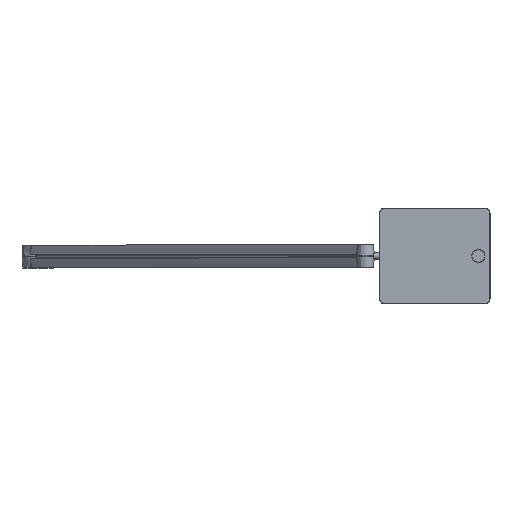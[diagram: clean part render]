
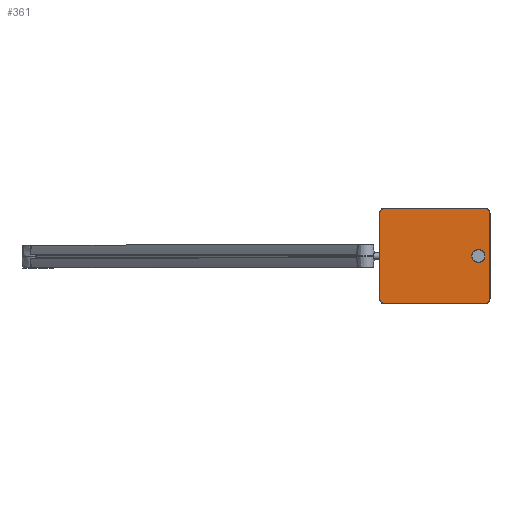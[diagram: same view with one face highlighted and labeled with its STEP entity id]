
A CAD part, top view. The second image highlights one B-rep face of the part: STEP entity #361.
In plain terms, the highlighted planar face has unit normal (0, 0, 1).
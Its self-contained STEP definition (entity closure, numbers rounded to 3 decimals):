
#92=FACE_BOUND('',#531,.T.);
#93=FACE_BOUND('',#532,.T.);
#150=PLANE('',#1476);
#208=LINE('',#2738,#277);
#212=LINE('',#2750,#281);
#216=LINE('',#2762,#285);
#220=LINE('',#2773,#289);
#277=VECTOR('',#1775,1.);
#281=VECTOR('',#1787,1.);
#285=VECTOR('',#1799,1.);
#289=VECTOR('',#1811,1.);
#361=ADVANCED_FACE('',(#92,#93),#150,.F.);
#531=EDGE_LOOP('',(#952));
#532=EDGE_LOOP('',(#953,#954,#955,#956,#957,#958,#959,#960));
#595=CIRCLE('',#1460,5.);
#597=CIRCLE('',#1464,5.);
#599=CIRCLE('',#1468,5.);
#601=CIRCLE('',#1472,5.);
#602=CIRCLE('',#1475,7.);
#952=ORIENTED_EDGE('',*,*,#1289,.T.);
#953=ORIENTED_EDGE('',*,*,#1267,.F.);
#954=ORIENTED_EDGE('',*,*,#1288,.F.);
#955=ORIENTED_EDGE('',*,*,#1285,.F.);
#956=ORIENTED_EDGE('',*,*,#1282,.F.);
#957=ORIENTED_EDGE('',*,*,#1279,.F.);
#958=ORIENTED_EDGE('',*,*,#1276,.F.);
#959=ORIENTED_EDGE('',*,*,#1273,.F.);
#960=ORIENTED_EDGE('',*,*,#1270,.F.);
#1090=VERTEX_POINT('',#2731);
#1091=VERTEX_POINT('',#2733);
#1093=VERTEX_POINT('',#2739);
#1095=VERTEX_POINT('',#2745);
#1097=VERTEX_POINT('',#2751);
#1099=VERTEX_POINT('',#2757);
#1101=VERTEX_POINT('',#2763);
#1103=VERTEX_POINT('',#2769);
#1104=VERTEX_POINT('',#2776);
#1267=EDGE_CURVE('',#1090,#1091,#595,.T.);
#1270=EDGE_CURVE('',#1091,#1093,#208,.T.);
#1273=EDGE_CURVE('',#1093,#1095,#597,.T.);
#1276=EDGE_CURVE('',#1095,#1097,#212,.T.);
#1279=EDGE_CURVE('',#1097,#1099,#599,.T.);
#1282=EDGE_CURVE('',#1099,#1101,#216,.T.);
#1285=EDGE_CURVE('',#1101,#1103,#601,.T.);
#1288=EDGE_CURVE('',#1103,#1090,#220,.T.);
#1289=EDGE_CURVE('',#1104,#1104,#602,.T.);
#1460=AXIS2_PLACEMENT_3D('',#2732,#1769,#1770);
#1464=AXIS2_PLACEMENT_3D('',#2744,#1781,#1782);
#1468=AXIS2_PLACEMENT_3D('',#2756,#1793,#1794);
#1472=AXIS2_PLACEMENT_3D('',#2768,#1805,#1806);
#1475=AXIS2_PLACEMENT_3D('',#2775,#1814,#1815);
#1476=AXIS2_PLACEMENT_3D('',#2777,#1816,#1817);
#1769=DIRECTION('',(0.,0.,-1.));
#1770=DIRECTION('',(-1.,0.,0.));
#1775=DIRECTION('',(1.,0.,0.));
#1781=DIRECTION('',(0.,0.,-1.));
#1782=DIRECTION('',(-1.,0.,0.));
#1787=DIRECTION('',(0.,-1.,0.));
#1793=DIRECTION('',(0.,0.,-1.));
#1794=DIRECTION('',(-1.,0.,0.));
#1799=DIRECTION('',(-1.,0.,0.));
#1805=DIRECTION('',(0.,0.,-1.));
#1806=DIRECTION('',(-1.,0.,0.));
#1811=DIRECTION('',(0.,1.,0.));
#1814=DIRECTION('',(0.,0.,-1.));
#1815=DIRECTION('',(-1.,0.,0.));
#1816=DIRECTION('',(0.,0.,-1.));
#1817=DIRECTION('',(-1.,0.,0.));
#2731=CARTESIAN_POINT('',(360.405,44.975,385.216));
#2732=CARTESIAN_POINT('',(365.405,44.975,385.216));
#2733=CARTESIAN_POINT('',(365.405,49.975,385.216));
#2738=CARTESIAN_POINT('',(365.405,49.975,385.216));
#2739=CARTESIAN_POINT('',(471.405,49.975,385.216));
#2744=CARTESIAN_POINT('',(471.405,44.975,385.216));
#2745=CARTESIAN_POINT('',(476.405,44.975,385.216));
#2750=CARTESIAN_POINT('',(476.405,44.975,385.216));
#2751=CARTESIAN_POINT('',(476.405,-45.025,385.216));
#2756=CARTESIAN_POINT('',(471.405,-45.025,385.216));
#2757=CARTESIAN_POINT('',(471.405,-50.025,385.216));
#2762=CARTESIAN_POINT('',(365.405,-50.025,385.216));
#2763=CARTESIAN_POINT('',(365.405,-50.025,385.216));
#2768=CARTESIAN_POINT('',(365.405,-45.025,385.216));
#2769=CARTESIAN_POINT('',(360.405,-45.025,385.216));
#2773=CARTESIAN_POINT('',(360.405,44.975,385.216));
#2775=CARTESIAN_POINT('',(464.405,-0.025,385.216));
#2776=CARTESIAN_POINT('',(457.405,-0.025,385.216));
#2777=CARTESIAN_POINT('',(365.405,44.975,385.216));
